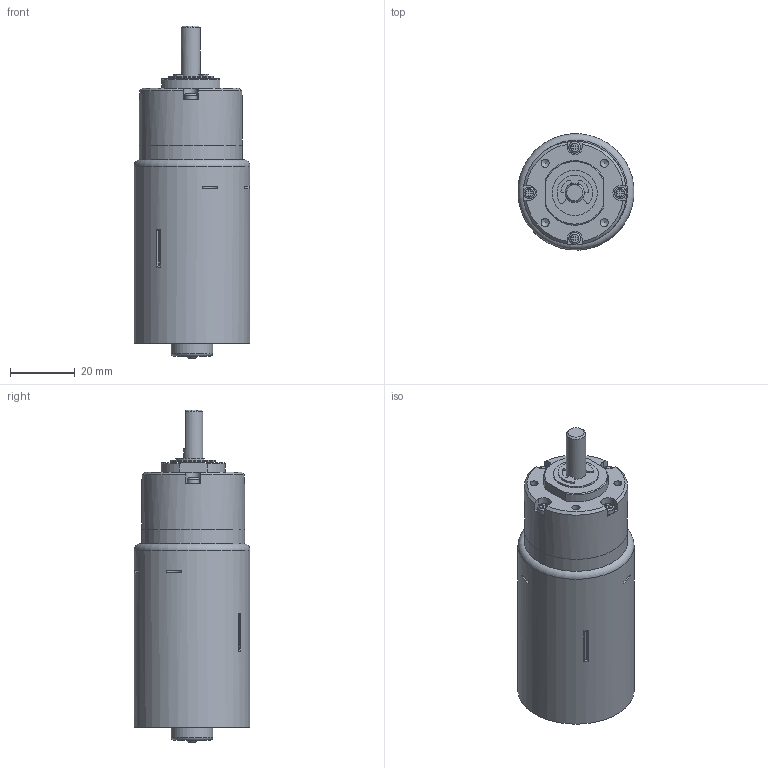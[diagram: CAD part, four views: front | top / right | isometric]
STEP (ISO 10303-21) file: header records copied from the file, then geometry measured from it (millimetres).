
FILE_DESCRIPTION(/* description */ ('Unknown'),/* implementation_level */ '2;1');
FILE_NAME(/* name */ 'PBTI3657',/* time_stamp */ '2023-03-14T17:51:17+01:00',/* author */ ('Unknown'),/* organization */ ('Unknown'),/* preprocessor_version */ 'ST-DEVELOPER v18.1',/* originating_system */ 'Solid Edge',/* authorisation */ 'Unknown');
FILE_SCHEMA (('AUTOMOTIVE_DESIGN {1 0 10303 214 3 1 1}'));
Length unit declared in the file: millimetre
Products named in the file (1): PBTI3657
Bounding box: 35.94 x 35.94 x 102.9 mm (x, y, z)
Volume: 30148.1 mm3; surface area: 33168.6 mm2
Topology: 13 solids, 13 shells, 1304 faces, 3410 edges, 2173 vertices
Faces by surface type: cylinder 543, plane 495, torus 125, bspline 60, cone 45, sphere 36
Full cylindrical faces by diameter (mm): 1.6 x8, 2.5 x5, 3.1 x2, 3.16 x1, 3.17 x1, 3.5 x2, 3.636 x4, 5.503 x1, 5.551 x1, 6 x2, 7 x1, 8.2 x1, 9 x1, 10.717 x2, 11.8 x2, 12 x1, 13 x3, 14 x1, 15 x2, 29.4 x1, 32 x2, 33.6 x1, 34 x1, 36 x1
Entity records: 46246 total; most frequent: CARTESIAN_POINT 15522, ORIENTED_EDGE 6580, DIRECTION 5974, EDGE_CURVE 3290, AXIS2_PLACEMENT_3D 2253, VERTEX_POINT 2137, FACE_BOUND 1497, EDGE_LOOP 1489
